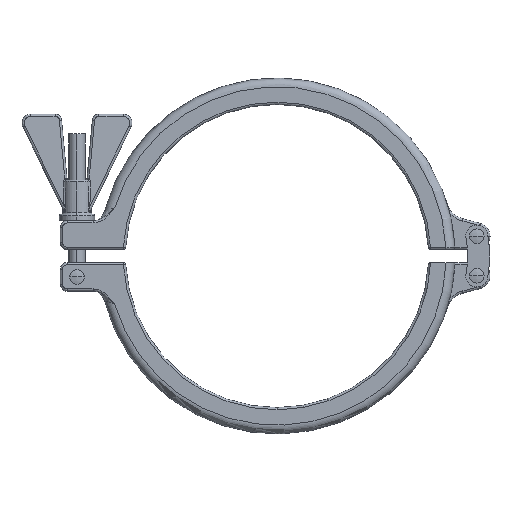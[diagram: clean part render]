
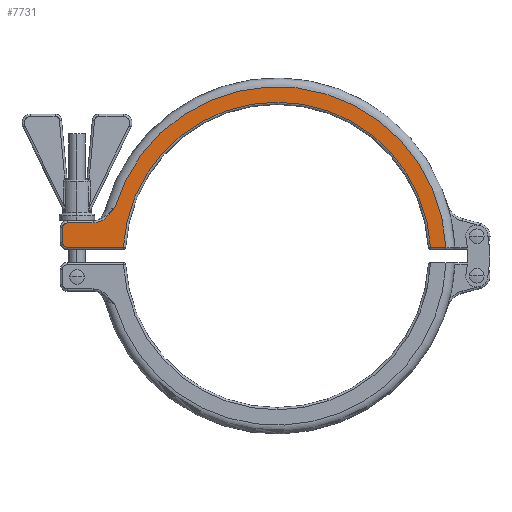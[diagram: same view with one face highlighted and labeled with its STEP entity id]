
A CAD part, top view. The second image highlights one B-rep face of the part: STEP entity #7731.
In plain terms, the highlighted planar face has unit normal (0, 0, 1).
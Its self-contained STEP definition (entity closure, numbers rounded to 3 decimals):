
#29 = EDGE_CURVE ( 'NONE', #7674, #3421, #10537, .T. ) ;
#134 = ORIENTED_EDGE ( 'NONE', *, *, #3055, .T. ) ;
#662 = CARTESIAN_POINT ( 'NONE',  ( -79.601, 16.052, 9.5 ) ) ;
#736 = CARTESIAN_POINT ( 'NONE',  ( -78.27, 16.916, 9.5 ) ) ;
#831 = DIRECTION ( 'NONE',  ( 0., 0., 1. ) ) ;
#1066 = CARTESIAN_POINT ( 'NONE',  ( -95.45, 6., 9.5 ) ) ;
#1573 = EDGE_CURVE ( 'NONE', #6623, #5329, #11280, .T. ) ;
#1582 = CIRCLE ( 'NONE', #5596, 76.95 ) ;
#1738 = CARTESIAN_POINT ( 'NONE',  ( 69.836, 4., 9.5 ) ) ;
#1797 = CARTESIAN_POINT ( 'NONE',  ( -69.836, 4., 9.5 ) ) ;
#1838 = CIRCLE ( 'NONE', #14189, 69.95 ) ;
#1919 = CARTESIAN_POINT ( 'NONE',  ( -80.069, 15.812, 9.5 ) ) ;
#1994 = CARTESIAN_POINT ( 'NONE',  ( -82.589, 15.054, 9.5 ) ) ;
#2174 = VERTEX_POINT ( 'NONE', #11358 ) ;
#2231 = CIRCLE ( 'NONE', #9819, 2. ) ;
#2361 = VERTEX_POINT ( 'NONE', #3786 ) ;
#2682 = VERTEX_POINT ( 'NONE', #5353 ) ;
#2683 = VERTEX_POINT ( 'NONE', #1797 ) ;
#2819 = CARTESIAN_POINT ( 'NONE',  ( -83.112, 15., 9.5 ) ) ;
#2950 = CARTESIAN_POINT ( 'NONE',  ( -68.885, 4., 9.5 ) ) ;
#3055 = EDGE_CURVE ( 'NONE', #2361, #7674, #1582, .T. ) ;
#3120 = CARTESIAN_POINT ( 'NONE',  ( -83.645, 15., 9.5 ) ) ;
#3421 = VERTEX_POINT ( 'NONE', #10081 ) ;
#3554 = ORIENTED_EDGE ( 'NONE', *, *, #12505, .T. ) ;
#3735 = EDGE_CURVE ( 'NONE', #6052, #2361, #8726, .T. ) ;
#3786 = CARTESIAN_POINT ( 'NONE',  ( 76.846, 4., 9.5 ) ) ;
#3879 = VECTOR ( 'NONE', #7536, 1000. ) ;
#4231 = EDGE_LOOP ( 'NONE', ( #134, #5162, #11386, #12895, #7522, #8899, #3554, #6733, #11206 ) ) ;
#4289 = EDGE_CURVE ( 'NONE', #3421, #2174, #7043, .T. ) ;
#4308 = DIRECTION ( 'NONE',  ( 0., 0., 1. ) ) ;
#5162 = ORIENTED_EDGE ( 'NONE', *, *, #29, .T. ) ;
#5328 = CARTESIAN_POINT ( 'NONE',  ( -74.368, 21.155, 9.5 ) ) ;
#5329 = VERTEX_POINT ( 'NONE', #8680 ) ;
#5353 = CARTESIAN_POINT ( 'NONE',  ( -97.45, 13., 9.5 ) ) ;
#5377 = DIRECTION ( 'NONE',  ( 0., 0., 1. ) ) ;
#5596 = AXIS2_PLACEMENT_3D ( 'NONE', #13312, #4308, #9948 ) ;
#5800 = EDGE_CURVE ( 'NONE', #2683, #6052, #1838, .T. ) ;
#5871 = EDGE_CURVE ( 'NONE', #2682, #6623, #11785, .T. ) ;
#6052 = VERTEX_POINT ( 'NONE', #1738 ) ;
#6406 = AXIS2_PLACEMENT_3D ( 'NONE', #13256, #831, #13330 ) ;
#6623 = VERTEX_POINT ( 'NONE', #9960 ) ;
#6733 = ORIENTED_EDGE ( 'NONE', *, *, #5800, .T. ) ;
#6781 = DIRECTION ( 'NONE',  ( 0., 0., 1. ) ) ;
#7043 = LINE ( 'NONE', #8234, #10141 ) ;
#7406 = CARTESIAN_POINT ( 'NONE',  ( -81.563, 15.274, 9.5 ) ) ;
#7435 = PLANE ( 'NONE',  #6406 ) ;
#7522 = ORIENTED_EDGE ( 'NONE', *, *, #5871, .T. ) ;
#7536 = DIRECTION ( 'NONE',  ( 1., 0., 0. ) ) ;
#7561 = CARTESIAN_POINT ( 'NONE',  ( -77.053, 17.924, 9.5 ) ) ;
#7674 = VERTEX_POINT ( 'NONE', #14144 ) ;
#7731 = ADVANCED_FACE ( 'NONE', ( #13185 ), #7435, .T. ) ;
#7753 = CARTESIAN_POINT ( 'NONE',  ( 76.891, 4., 9.5 ) ) ;
#7827 = DIRECTION ( 'NONE',  ( 1., 0., 0. ) ) ;
#7895 = DIRECTION ( 'NONE',  ( 1., 0., 0. ) ) ;
#8234 = CARTESIAN_POINT ( 'NONE',  ( -95.45, 15., 9.5 ) ) ;
#8457 = CARTESIAN_POINT ( 'NONE',  ( -80.805, 15.515, 9.5 ) ) ;
#8680 = CARTESIAN_POINT ( 'NONE',  ( -95.45, 4., 9.5 ) ) ;
#8726 = LINE ( 'NONE', #7753, #10609 ) ;
#8728 = CARTESIAN_POINT ( 'NONE',  ( -95.45, 13., 9.5 ) ) ;
#8899 = ORIENTED_EDGE ( 'NONE', *, *, #1573, .T. ) ;
#9323 = DIRECTION ( 'NONE',  ( 0., -1., 0. ) ) ;
#9819 = AXIS2_PLACEMENT_3D ( 'NONE', #8728, #5377, #9919 ) ;
#9866 = CARTESIAN_POINT ( 'NONE',  ( -81.818, 15.21, 9.5 ) ) ;
#9919 = DIRECTION ( 'NONE',  ( 1., 0., 0. ) ) ;
#9948 = DIRECTION ( 'NONE',  ( 1., 0., 0. ) ) ;
#9960 = CARTESIAN_POINT ( 'NONE',  ( -97.45, 6., 9.5 ) ) ;
#10073 = CARTESIAN_POINT ( 'NONE',  ( 0., 0., 9.5 ) ) ;
#10081 = CARTESIAN_POINT ( 'NONE',  ( -83.645, 15., 9.5 ) ) ;
#10141 = VECTOR ( 'NONE', #13677, 1000. ) ;
#10360 = CARTESIAN_POINT ( 'NONE',  ( -97.45, 6., 9.5 ) ) ;
#10537 = B_SPLINE_CURVE_WITH_KNOTS ( 'NONE', 3,
 ( #10985, #5328, #10838, #14197, #7561, #736, #12110, #662, #1919, #8457, #13021, #7406, #9866, #1994, #2819, #3120 ),
 .UNSPECIFIED., .F., .F.,
 ( 4, 2, 2, 2, 2, 2, 2, 4 ),
 ( 0., 0.003, 0.006, 0.008, 0.009, 0.01, 0.011, 0.013 ),
 .UNSPECIFIED. ) ;
#10609 = VECTOR ( 'NONE', #7827, 1000. ) ;
#10838 = CARTESIAN_POINT ( 'NONE',  ( -74.995, 20.305, 9.5 ) ) ;
#10985 = CARTESIAN_POINT ( 'NONE',  ( -73.738, 22., 9.5 ) ) ;
#11206 = ORIENTED_EDGE ( 'NONE', *, *, #3735, .T. ) ;
#11280 = CIRCLE ( 'NONE', #14605, 2. ) ;
#11358 = CARTESIAN_POINT ( 'NONE',  ( -95.45, 15., 9.5 ) ) ;
#11386 = ORIENTED_EDGE ( 'NONE', *, *, #4289, .T. ) ;
#11482 = DIRECTION ( 'NONE',  ( 1., 0., 0. ) ) ;
#11785 = LINE ( 'NONE', #10360, #12543 ) ;
#12110 = CARTESIAN_POINT ( 'NONE',  ( -78.702, 16.602, 9.5 ) ) ;
#12505 = EDGE_CURVE ( 'NONE', #5329, #2683, #13281, .T. ) ;
#12543 = VECTOR ( 'NONE', #9323, 1000. ) ;
#12649 = EDGE_CURVE ( 'NONE', #2174, #2682, #2231, .T. ) ;
#12895 = ORIENTED_EDGE ( 'NONE', *, *, #12649, .T. ) ;
#13021 = CARTESIAN_POINT ( 'NONE',  ( -81.057, 15.426, 9.5 ) ) ;
#13185 = FACE_OUTER_BOUND ( 'NONE', #4231, .T. ) ;
#13256 = CARTESIAN_POINT ( 'NONE',  ( 0., 0., 9.5 ) ) ;
#13281 = LINE ( 'NONE', #2950, #3879 ) ;
#13312 = CARTESIAN_POINT ( 'NONE',  ( 0., 0., 9.5 ) ) ;
#13330 = DIRECTION ( 'NONE',  ( 1., 0., 0. ) ) ;
#13677 = DIRECTION ( 'NONE',  ( -1., 0., 0. ) ) ;
#13718 = DIRECTION ( 'NONE',  ( 0., 0., -1. ) ) ;
#14144 = CARTESIAN_POINT ( 'NONE',  ( -73.738, 22., 9.5 ) ) ;
#14189 = AXIS2_PLACEMENT_3D ( 'NONE', #10073, #13718, #11482 ) ;
#14197 = CARTESIAN_POINT ( 'NONE',  ( -76.337, 18.689, 9.5 ) ) ;
#14605 = AXIS2_PLACEMENT_3D ( 'NONE', #1066, #6781, #7895 ) ;
